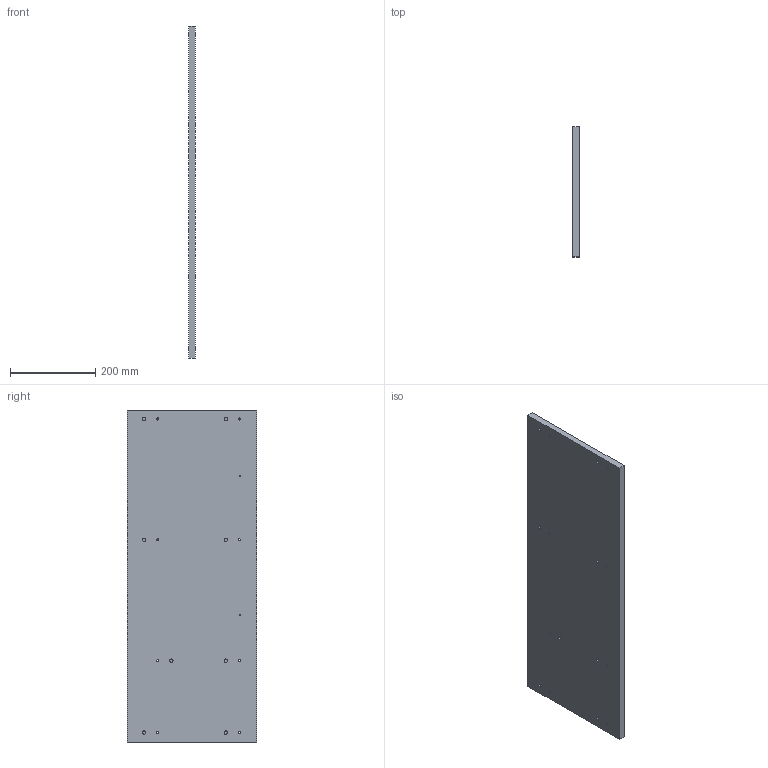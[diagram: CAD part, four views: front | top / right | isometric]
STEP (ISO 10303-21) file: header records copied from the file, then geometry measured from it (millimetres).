
FILE_DESCRIPTION(('STEP AP214'),'1');
FILE_NAME('LATERAL.step','2025-12-18T11:35:25',(' '),(' '),'Spatial InterOp 3D',' ',' ');
FILE_SCHEMA(('AUTOMOTIVE_DESIGN { 1 0 10303 214 1 1 1 1 }'));
Length unit declared in the file: millimetre
Products named in the file (1): LATERAL DIREITA
Bounding box: 15 x 305 x 780 mm (x, y, z)
Volume: 3561691 mm3; surface area: 512179.6 mm2
Topology: 1 solids, 1 shells, 34 faces, 74 edges, 52 vertices
Faces by surface type: cylinder 18, plane 16
Full cylindrical faces by diameter (mm): 2.5 x2, 5 x8, 8 x8
Entity records: 1116 total; most frequent: DIRECTION 154, CARTESIAN_POINT 127, ORIENTED_EDGE 96, EDGE_LOOP 78, AXIS2_PLACEMENT_3D 71, FACE_OUTER_BOUND 52, EDGE_CURVE 48, VERTEX_POINT 44
